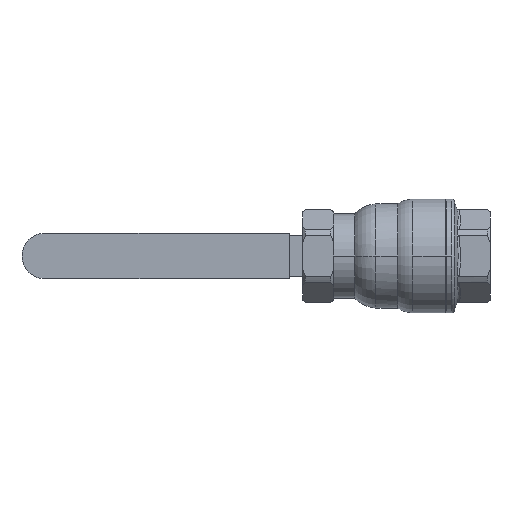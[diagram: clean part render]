
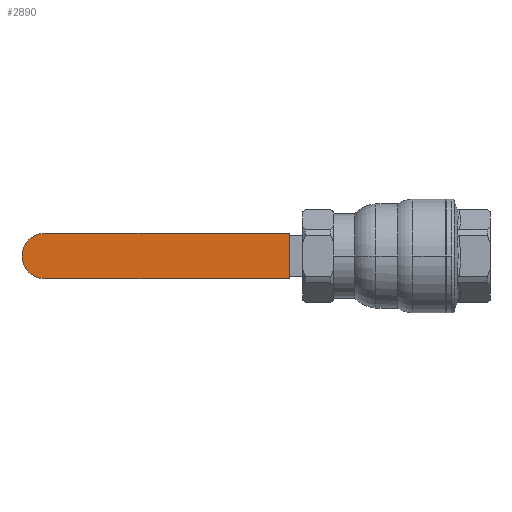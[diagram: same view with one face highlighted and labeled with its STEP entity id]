
A CAD part, front view. The second image highlights one B-rep face of the part: STEP entity #2890.
In plain terms, the highlighted face is planar.
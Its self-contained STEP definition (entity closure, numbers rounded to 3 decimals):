
#200=CARTESIAN_POINT('',(8.5,0.,-2.25));
#210=VERTEX_POINT('',#200);
#240=CARTESIAN_POINT('',(8.5,0.,-2.25));
#250=DIRECTION('',(-1.,0.,0.));
#260=VECTOR('',#250,1000.);
#270=LINE('',#240,#260);
#280=CARTESIAN_POINT('',(-8.5,0.,-2.25));
#290=VERTEX_POINT('',#280);
#300=EDGE_CURVE('',#210,#290,#270,.T.);
#930=CARTESIAN_POINT('',(-8.5,91.5,-2.25));
#940=VERTEX_POINT('',#930);
#970=CARTESIAN_POINT('',(0.,91.5,-2.25));
#980=DIRECTION('',(0.,0.,1.));
#990=DIRECTION('',(1.,0.,0.));
#1000=AXIS2_PLACEMENT_3D('',#970,#980,#990);
#1010=CIRCLE('',#1000,8.5);
#1020=CARTESIAN_POINT('',(8.5,91.5,-2.25));
#1030=VERTEX_POINT('',#1020);
#1040=EDGE_CURVE('',#1030,#940,#1010,.T.);
#2140=CARTESIAN_POINT('',(8.5,100.,-2.25));
#2150=DIRECTION('',(0.,-1.,0.));
#2160=VECTOR('',#2150,1000.);
#2170=LINE('',#2140,#2160);
#2180=EDGE_CURVE('',#1030,#210,#2170,.T.);
#2600=CARTESIAN_POINT('',(-8.5,100.,-2.25));
#2610=DIRECTION('',(0.,-1.,0.));
#2620=VECTOR('',#2610,1000.);
#2630=LINE('',#2600,#2620);
#2640=EDGE_CURVE('',#940,#290,#2630,.T.);
#2780=CARTESIAN_POINT('',(8.5,100.,-2.25));
#2790=DIRECTION('',(0.,0.,1.));
#2800=DIRECTION('',(1.,0.,0.));
#2810=AXIS2_PLACEMENT_3D('',#2780,#2790,#2800);
#2820=PLANE('',#2810);
#2830=ORIENTED_EDGE('',*,*,#300,.T.);
#2840=ORIENTED_EDGE('',*,*,#2180,.T.);
#2850=ORIENTED_EDGE('',*,*,#1040,.F.);
#2860=ORIENTED_EDGE('',*,*,#2640,.F.);
#2870=EDGE_LOOP('',(#2860,#2850,#2840,#2830));
#2880=FACE_OUTER_BOUND('',#2870,.T.);
#2890=ADVANCED_FACE('',(#2880),#2820,.F.);
